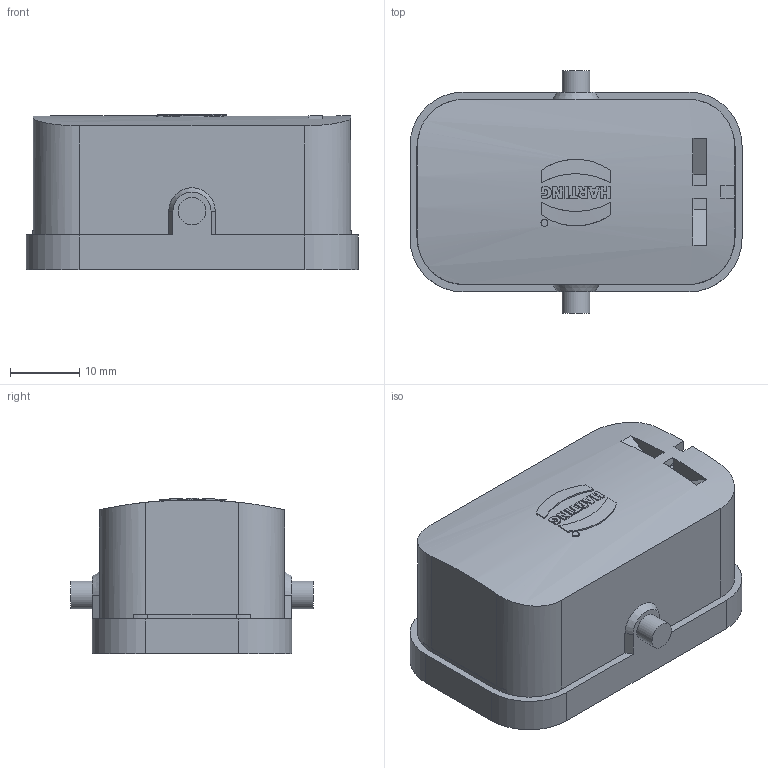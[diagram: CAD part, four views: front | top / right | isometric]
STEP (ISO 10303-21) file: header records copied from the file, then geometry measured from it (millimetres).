
FILE_DESCRIPTION(/* description */ (''),/* implementation_level */ '2;1');
FILE_NAME(/* name */ '100095120ugm000_d.stp',/* time_stamp */ '2019-10-28T14:20:56+01:00',/* author */ (''),/* organization */ (''),/* preprocessor_version */ 'ST-DEVELOPER v16.7',/* originating_system */ 'SIEMENS PLM Software NX 12.0',/* authorisation */ '');
FILE_SCHEMA (('AUTOMOTIVE_DESIGN { 1 0 10303 214 3 1 1 1 }'));
Length unit declared in the file: millimetre
Products named in the file (1): 100095120ugm000_d
Bounding box: 47.9 x 35 x 22.4 mm (x, y, z)
Volume: 8397.5 mm3; surface area: 8357.7 mm2
Topology: 1 solids, 1 shells, 176 faces, 472 edges, 313 vertices
Faces by surface type: plane 132, cylinder 39, extrusion 3, cone 2
Full cylindrical faces by diameter (mm): 1 x1, 4 x2
Entity records: 7109 total; most frequent: CARTESIAN_POINT 1414, ORIENTED_EDGE 934, DIRECTION 881, EDGE_CURVE 467, VECTOR 333, LINE 330, VERTEX_POINT 310, AXIS2_PLACEMENT_3D 274
